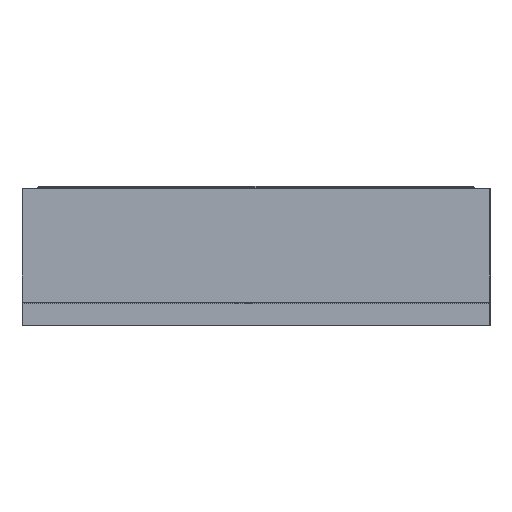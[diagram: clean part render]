
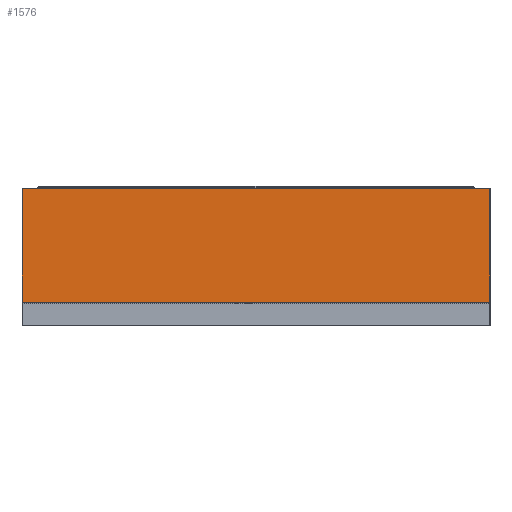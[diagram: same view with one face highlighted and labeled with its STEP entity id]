
A CAD part, top view. The second image highlights one B-rep face of the part: STEP entity #1576.
In plain terms, the highlighted planar face has unit normal (0, 0, 1).
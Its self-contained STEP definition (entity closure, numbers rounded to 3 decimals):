
#42 = VECTOR ( 'NONE', #1783, 1000. ) ;
#65 = VERTEX_POINT ( 'NONE', #672 ) ;
#75 = LINE ( 'NONE', #377, #42 ) ;
#78 = DIRECTION ( 'NONE',  ( -0.707, -0.707, 0. ) ) ;
#81 = DIRECTION ( 'NONE',  ( -0.707, 0.707, 0. ) ) ;
#115 = DIRECTION ( 'NONE',  ( 0., -1., 0. ) ) ;
#141 = ORIENTED_EDGE ( 'NONE', *, *, #1005, .T. ) ;
#155 = DIRECTION ( 'NONE',  ( 1., 0., 0. ) ) ;
#197 = CARTESIAN_POINT ( 'NONE',  ( 899.5, 438.5, 7.75 ) ) ;
#266 = EDGE_LOOP ( 'NONE', ( #618, #1830, #141, #1341, #544, #608 ) ) ;
#377 = CARTESIAN_POINT ( 'NONE',  ( -900., 442., 7.75 ) ) ;
#397 = VERTEX_POINT ( 'NONE', #1757 ) ;
#425 = PLANE ( 'NONE',  #644 ) ;
#500 = CARTESIAN_POINT ( 'NONE',  ( -899.5, 5., 7.75 ) ) ;
#524 = LINE ( 'NONE', #1142, #664 ) ;
#529 = FACE_OUTER_BOUND ( 'NONE', #266, .T. ) ;
#544 = ORIENTED_EDGE ( 'NONE', *, *, #1579, .T. ) ;
#608 = ORIENTED_EDGE ( 'NONE', *, *, #1602, .T. ) ;
#618 = ORIENTED_EDGE ( 'NONE', *, *, #963, .T. ) ;
#644 = AXIS2_PLACEMENT_3D ( 'NONE', #1763, #1660, #115 ) ;
#648 = DIRECTION ( 'NONE',  ( 0., -1., 0. ) ) ;
#651 = DIRECTION ( 'NONE',  ( 0., 1., 0. ) ) ;
#659 = CARTESIAN_POINT ( 'NONE',  ( -896.134, 442., 7.75 ) ) ;
#664 = VECTOR ( 'NONE', #78, 1000. ) ;
#672 = CARTESIAN_POINT ( 'NONE',  ( -899.5, 438.634, 7.75 ) ) ;
#763 = VECTOR ( 'NONE', #155, 1000. ) ;
#831 = VECTOR ( 'NONE', #81, 1000. ) ;
#956 = CARTESIAN_POINT ( 'NONE',  ( 899.5, 5., 7.75 ) ) ;
#963 = EDGE_CURVE ( 'NONE', #1402, #65, #524, .T. ) ;
#1005 = EDGE_CURVE ( 'NONE', #1332, #1465, #1035, .T. ) ;
#1035 = LINE ( 'NONE', #1678, #763 ) ;
#1102 = VECTOR ( 'NONE', #651, 1000. ) ;
#1142 = CARTESIAN_POINT ( 'NONE',  ( -899.817, 438.317, 7.75 ) ) ;
#1147 = LINE ( 'NONE', #1316, #831 ) ;
#1254 = CARTESIAN_POINT ( 'NONE',  ( 899.5, 438.634, 7.75 ) ) ;
#1316 = CARTESIAN_POINT ( 'NONE',  ( 895.817, 442.317, 7.75 ) ) ;
#1331 = VERTEX_POINT ( 'NONE', #1254 ) ;
#1332 = VERTEX_POINT ( 'NONE', #1735 ) ;
#1341 = ORIENTED_EDGE ( 'NONE', *, *, #1467, .T. ) ;
#1402 = VERTEX_POINT ( 'NONE', #659 ) ;
#1465 = VERTEX_POINT ( 'NONE', #956 ) ;
#1467 = EDGE_CURVE ( 'NONE', #1465, #1331, #1580, .T. ) ;
#1576 = ADVANCED_FACE ( 'NONE', ( #529 ), #425, .T. ) ;
#1579 = EDGE_CURVE ( 'NONE', #1331, #397, #1147, .T. ) ;
#1580 = LINE ( 'NONE', #197, #1102 ) ;
#1598 = LINE ( 'NONE', #500, #1887 ) ;
#1602 = EDGE_CURVE ( 'NONE', #397, #1402, #75, .T. ) ;
#1660 = DIRECTION ( 'NONE',  ( 0., 0., 1. ) ) ;
#1678 = CARTESIAN_POINT ( 'NONE',  ( -900., 5., 7.75 ) ) ;
#1735 = CARTESIAN_POINT ( 'NONE',  ( -899.5, 5., 7.75 ) ) ;
#1757 = CARTESIAN_POINT ( 'NONE',  ( 896.134, 442., 7.75 ) ) ;
#1763 = CARTESIAN_POINT ( 'NONE',  ( -900., 5., 7.75 ) ) ;
#1783 = DIRECTION ( 'NONE',  ( -1., 0., 0. ) ) ;
#1830 = ORIENTED_EDGE ( 'NONE', *, *, #1982, .T. ) ;
#1887 = VECTOR ( 'NONE', #648, 1000. ) ;
#1982 = EDGE_CURVE ( 'NONE', #65, #1332, #1598, .T. ) ;
